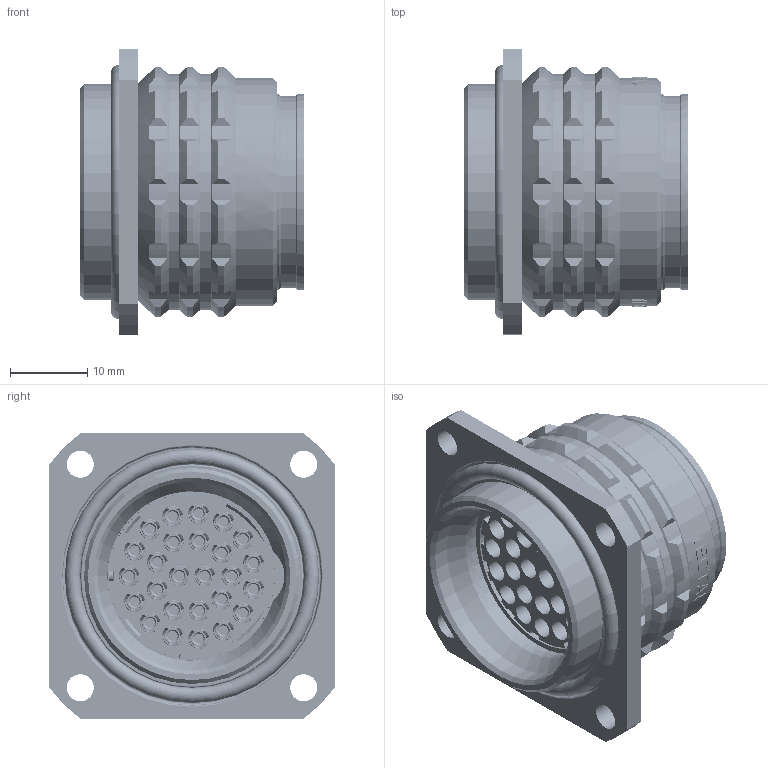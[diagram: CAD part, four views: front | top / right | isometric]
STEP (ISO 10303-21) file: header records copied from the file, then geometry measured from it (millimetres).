
FILE_DESCRIPTION((''),'2;1');
FILE_NAME('1332MESV426FS','2024-07-30T10:13:36',('paultorloting'),('NET AG system integration'),'CREO PARAMETRIC BY PTC INC, 2021404','CREO PARAMETRIC BY PTC INC, 2021404','');
FILE_SCHEMA(('AUTOMOTIVE_DESIGN { 1 0 10303 214 1 1 1 1 }'));
Products named in the file (1): 1332MESV426FS
Bounding box: 29 x 37 x 37 mm (x, y, z)
Volume: 14403.8 mm3; surface area: 22110.8 mm2
Topology: 1 solids, 2 shells, 4586 faces, 12064 edges, 7623 vertices
Faces by surface type: plane 2121, cylinder 1552, torus 360, cone 250, bspline 187, extrusion 104, sphere 12
Entity records: 199674 total; most frequent: CARTESIAN_POINT 62488, ORIENTED_EDGE 24104, DIRECTION 22116, EDGE_CURVE 12052, AXIS2_PLACEMENT_3D 8152, VERTEX_POINT 7623, VECTOR 5809, LINE 5705
